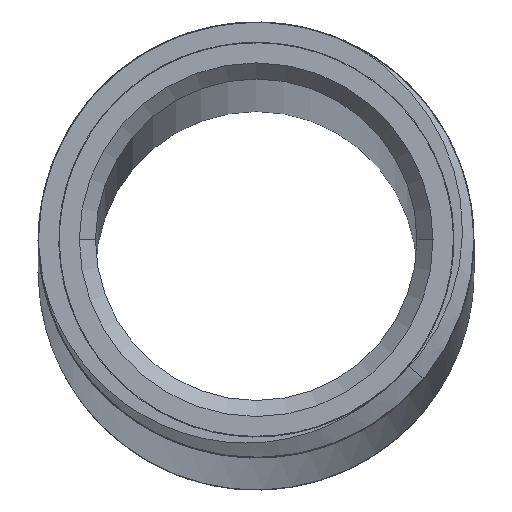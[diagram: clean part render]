
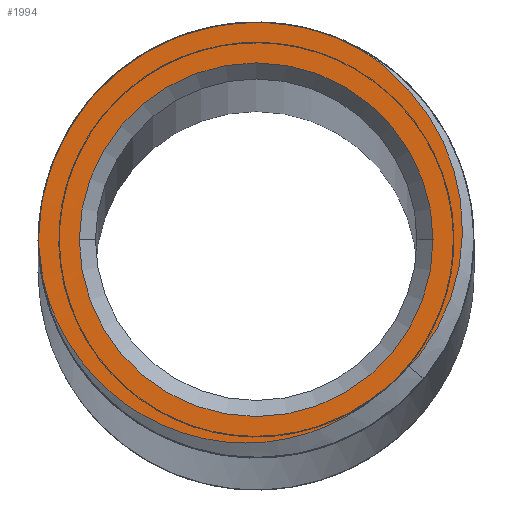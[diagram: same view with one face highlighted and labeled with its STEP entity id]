
A CAD part, top view. The second image highlights one B-rep face of the part: STEP entity #1994.
In plain terms, the highlighted planar face has unit normal (0, 0, 1).
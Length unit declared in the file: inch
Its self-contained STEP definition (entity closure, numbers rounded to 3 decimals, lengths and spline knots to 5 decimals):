
#77=CARTESIAN_POINT('',(0.,0.,17.99998));
#78=DIRECTION('',(0.,0.,-1.));
#79=DIRECTION('',(-1.,0.,0.));
#80=AXIS2_PLACEMENT_3D('',#77,#78,#79);
#82=CARTESIAN_POINT('',(0.,0.,17.99998));
#83=DIRECTION('',(0.,0.,-1.));
#84=DIRECTION('',(1.,0.,0.));
#85=AXIS2_PLACEMENT_3D('',#82,#83,#84);
#87=CARTESIAN_POINT('',(0.22277,-0.30662,18.));
#88=CARTESIAN_POINT('',(0.2492,-0.28942,18.));
#89=CARTESIAN_POINT('',(0.29612,-0.24964,18.));
#90=CARTESIAN_POINT('',(0.35064,-0.17543,18.));
#91=CARTESIAN_POINT('',(0.38716,-0.08739,18.));
#92=CARTESIAN_POINT('',(0.40152,0.00724,18.));
#93=CARTESIAN_POINT('',(0.39273,0.10193,18.));
#94=CARTESIAN_POINT('',(0.36563,0.18403,18.));
#95=CARTESIAN_POINT('',(0.32301,0.25873,18.));
#96=CARTESIAN_POINT('',(0.2583,0.32996,18.));
#97=CARTESIAN_POINT('',(0.20062,0.36889,18.));
#98=CARTESIAN_POINT('',(0.16735,0.38522,18.));
#100=CARTESIAN_POINT('',(-0.42084,-0.00115,
17.99947));
#101=CARTESIAN_POINT('',(-0.41879,-0.04447,
17.99947));
#102=CARTESIAN_POINT('',(-0.40378,-0.12961,
18.00024));
#103=CARTESIAN_POINT('',(-0.33826,-0.24376,
17.99993));
#104=CARTESIAN_POINT('',(-0.24351,-0.3309,
18.00002));
#105=CARTESIAN_POINT('',(-0.12723,-0.38395,
18.));
#106=CARTESIAN_POINT('',(-0.00198,-0.3983,
18.));
#107=CARTESIAN_POINT('',(0.12079,-0.37252,
18.));
#108=CARTESIAN_POINT('',(0.19042,-0.33282,18.));
#109=CARTESIAN_POINT('',(0.22277,-0.30662,18.));
#111=CARTESIAN_POINT('',(0.16735,0.38522,18.));
#112=CARTESIAN_POINT('',(0.14907,0.39316,18.));
#113=CARTESIAN_POINT('',(0.11179,0.4063,18.));
#114=CARTESIAN_POINT('',(0.05331,0.41802,18.));
#115=CARTESIAN_POINT('',(-0.00614,0.42136,
18.));
#116=CARTESIAN_POINT('',(-0.0655,0.41628,
18.));
#117=CARTESIAN_POINT('',(-0.12354,0.40289,
18.));
#118=CARTESIAN_POINT('',(-0.17911,0.38144,
18.));
#119=CARTESIAN_POINT('',(-0.23111,0.35238,
18.));
#120=CARTESIAN_POINT('',(-0.27848,0.31627,
18.));
#121=CARTESIAN_POINT('',(-0.32029,0.27384,
18.));
#122=CARTESIAN_POINT('',(-0.35572,0.22595,
18.));
#123=CARTESIAN_POINT('',(-0.38399,0.17351,
18.00002));
#124=CARTESIAN_POINT('',(-0.40475,0.11774,
17.99993));
#125=CARTESIAN_POINT('',(-0.4168,0.0591,
18.00024));
#126=CARTESIAN_POINT('',(-0.42084,0.02049,
17.99947));
#127=CARTESIAN_POINT('',(-0.42084,-0.00115,
17.99947));
#1782=CARTESIAN_POINT('',(-0.34101,0.,17.99998));
#1783=CARTESIAN_POINT('',(0.34101,0.,17.99998));
#1784=VERTEX_POINT('',#1782);
#1785=VERTEX_POINT('',#1783);
#1801=VERTEX_POINT('',#87);
#1802=VERTEX_POINT('',#98);
#1803=VERTEX_POINT('',#100);
#1976=CARTESIAN_POINT('',(0.,0.,18.));
#1977=DIRECTION('',(0.,0.,1.));
#1978=DIRECTION('',(1.,0.,0.));
#1979=AXIS2_PLACEMENT_3D('',#1976,#1977,#1978);
#1980=PLANE('',#1979);
#1982=ORIENTED_EDGE('',*,*,#1981,.F.);
#1984=ORIENTED_EDGE('',*,*,#1983,.F.);
#1986=ORIENTED_EDGE('',*,*,#1985,.F.);
#1987=EDGE_LOOP('',(#1982,#1984,#1986));
#1988=FACE_OUTER_BOUND('',#1987,.F.);
#1990=ORIENTED_EDGE('',*,*,#1989,.F.);
#1991=ORIENTED_EDGE('',*,*,#1966,.F.);
#1992=EDGE_LOOP('',(#1990,#1991));
#1993=FACE_BOUND('',#1992,.F.);
#1994=ADVANCED_FACE('',(#1988,#1993),#1980,.T.);
#81=CIRCLE('',#80,0.34101);
#86=CIRCLE('',#85,0.34101);
#99=B_SPLINE_CURVE_WITH_KNOTS('',3,(#87,#88,#89,#90,#91,#92,#93,#94,#95,#96,#97,
#98),.UNSPECIFIED.,.F.,.F.,(4,1,1,1,1,1,1,1,1,4),(0.,0.11111,
0.22222,0.33333,0.44444,0.55556,
0.66667,0.77778,0.88889,1.),.UNSPECIFIED.);
#110=B_SPLINE_CURVE_WITH_KNOTS('',3,(#100,#101,#102,#103,#104,#105,#106,#107,
#108,#109),.UNSPECIFIED.,.F.,.F.,(4,1,1,1,1,1,1,4),(0.,0.14286,
0.28571,0.42857,0.57143,0.71429,
0.85714,1.),.UNSPECIFIED.);
#128=B_SPLINE_CURVE_WITH_KNOTS('',3,(#111,#112,#113,#114,#115,#116,#117,#118,
#119,#120,#121,#122,#123,#124,#125,#126,#127),.UNSPECIFIED.,.F.,.F.,(4,1,1,1,1,
1,1,1,1,1,1,1,1,1,4),(0.,0.07143,0.14286,
0.21429,0.28571,0.35714,0.42857,0.5,
0.57143,0.64286,0.71429,0.78571,
0.85714,0.92857,1.),.UNSPECIFIED.);
#1966=EDGE_CURVE('',#1785,#1784,#86,.T.);
#1981=EDGE_CURVE('',#1801,#1802,#99,.T.);
#1983=EDGE_CURVE('',#1803,#1801,#110,.T.);
#1985=EDGE_CURVE('',#1802,#1803,#128,.T.);
#1989=EDGE_CURVE('',#1784,#1785,#81,.T.);
